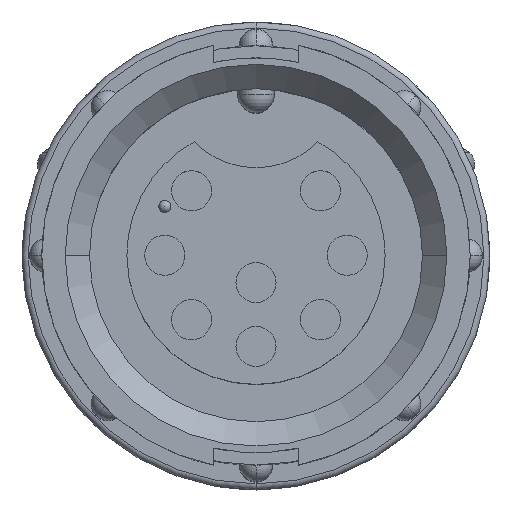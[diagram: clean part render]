
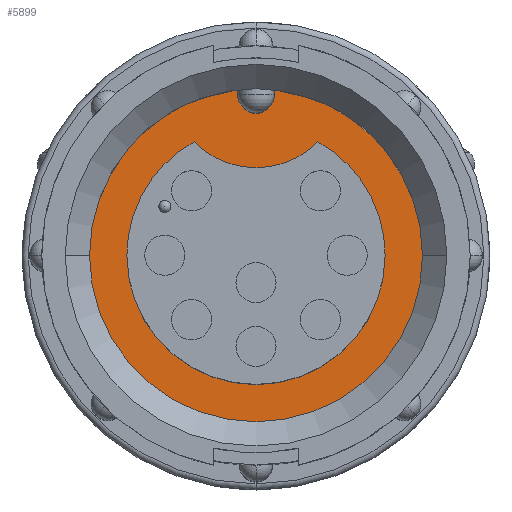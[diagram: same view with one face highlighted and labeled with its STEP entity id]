
A CAD part, top view. The second image highlights one B-rep face of the part: STEP entity #5899.
In plain terms, the highlighted planar face has unit normal (0, 0, 1).
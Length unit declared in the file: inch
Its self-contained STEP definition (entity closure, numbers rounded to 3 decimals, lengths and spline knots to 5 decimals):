
#11 = VERTEX_POINT ( 'NONE', #5552 ) ;
#22 = PLANE ( 'NONE',  #5840 ) ;
#56 = EDGE_CURVE ( 'NONE', #5490, #9523, #10419, .T. ) ;
#128 = DIRECTION ( 'NONE',  ( 0., 1., 0. ) ) ;
#326 = EDGE_LOOP ( 'NONE', ( #1985, #5238, #10780, #947, #2202, #2559 ) ) ;
#522 = CIRCLE ( 'NONE', #8345, 0.03 ) ;
#947 = ORIENTED_EDGE ( 'NONE', *, *, #6371, .T. ) ;
#983 = CARTESIAN_POINT ( 'NONE',  ( 0., 0., -0.303 ) ) ;
#1013 = DIRECTION ( 'NONE',  ( 1., 0., 0. ) ) ;
#1099 = FACE_BOUND ( 'NONE', #9814, .T. ) ;
#1312 = CARTESIAN_POINT ( 'NONE',  ( 0., 0.287, -0.303 ) ) ;
#1457 = VERTEX_POINT ( 'NONE', #6959 ) ;
#1495 = AXIS2_PLACEMENT_3D ( 'NONE', #11227, #5337, #12203 ) ;
#1641 = EDGE_CURVE ( 'NONE', #6451, #5490, #10071, .T. ) ;
#1808 = AXIS2_PLACEMENT_3D ( 'NONE', #8074, #2250, #9073 ) ;
#1862 = DIRECTION ( 'NONE',  ( 0., 0., 1. ) ) ;
#1933 = EDGE_CURVE ( 'NONE', #5420, #11, #2732, .T. ) ;
#1960 = DIRECTION ( 'NONE',  ( 0., 0., 1. ) ) ;
#1970 = CARTESIAN_POINT ( 'NONE',  ( 0.2125, 0., -0.303 ) ) ;
#1985 = ORIENTED_EDGE ( 'NONE', *, *, #8149, .T. ) ;
#2202 = ORIENTED_EDGE ( 'NONE', *, *, #9573, .T. ) ;
#2250 = DIRECTION ( 'NONE',  ( 0., 0., 1. ) ) ;
#2280 = DIRECTION ( 'NONE',  ( 1., 0., 0. ) ) ;
#2355 = ORIENTED_EDGE ( 'NONE', *, *, #56, .F. ) ;
#2415 = CARTESIAN_POINT ( 'NONE',  ( -0.03, 0.27235, -0.303 ) ) ;
#2494 = ORIENTED_EDGE ( 'NONE', *, *, #6669, .F. ) ;
#2504 = CARTESIAN_POINT ( 'NONE',  ( 0., 0.264, -0.303 ) ) ;
#2559 = ORIENTED_EDGE ( 'NONE', *, *, #5991, .T. ) ;
#2582 = VERTEX_POINT ( 'NONE', #4150 ) ;
#2732 = CIRCLE ( 'NONE', #5790, 0.274 ) ;
#2905 = CARTESIAN_POINT ( 'NONE',  ( 0., 0., -0.303 ) ) ;
#3018 = CIRCLE ( 'NONE', #6263, 0.274 ) ;
#3452 = DIRECTION ( 'NONE',  ( 1., 0., 0. ) ) ;
#3672 = CARTESIAN_POINT ( 'NONE',  ( 0.03, 0.27235, -0.303 ) ) ;
#3685 = FACE_OUTER_BOUND ( 'NONE', #326, .T. ) ;
#3801 = AXIS2_PLACEMENT_3D ( 'NONE', #1312, #8112, #2280 ) ;
#3883 = DIRECTION ( 'NONE',  ( 1., 0., 0. ) ) ;
#4137 = AXIS2_PLACEMENT_3D ( 'NONE', #11786, #1862, #10024 ) ;
#4150 = CARTESIAN_POINT ( 'NONE',  ( -0.03, 0.264, -0.303 ) ) ;
#4381 = ORIENTED_EDGE ( 'NONE', *, *, #1641, .F. ) ;
#4785 = CARTESIAN_POINT ( 'NONE',  ( -0.2125, 0., -0.303 ) ) ;
#4852 = DIRECTION ( 'NONE',  ( 0., 0., 1. ) ) ;
#5210 = VECTOR ( 'NONE', #10522, 39.37008 ) ;
#5238 = ORIENTED_EDGE ( 'NONE', *, *, #1933, .T. ) ;
#5337 = DIRECTION ( 'NONE',  ( 0., 0., 1. ) ) ;
#5420 = VERTEX_POINT ( 'NONE', #6690 ) ;
#5490 = VERTEX_POINT ( 'NONE', #1970 ) ;
#5552 = CARTESIAN_POINT ( 'NONE',  ( 0.274, 0., -0.303 ) ) ;
#5668 = VECTOR ( 'NONE', #128, 39.37008 ) ;
#5790 = AXIS2_PLACEMENT_3D ( 'NONE', #10730, #4852, #11716 ) ;
#5840 = AXIS2_PLACEMENT_3D ( 'NONE', #983, #6830, #1013 ) ;
#5899 = ADVANCED_FACE ( 'NONE', ( #3685, #1099 ), #22, .T. ) ;
#5948 = CIRCLE ( 'NONE', #3801, 0.143 ) ;
#5991 = EDGE_CURVE ( 'NONE', #2582, #7895, #10581, .T. ) ;
#6263 = AXIS2_PLACEMENT_3D ( 'NONE', #2905, #9748, #3883 ) ;
#6371 = EDGE_CURVE ( 'NONE', #1457, #7583, #10418, .T. ) ;
#6451 = VERTEX_POINT ( 'NONE', #4785 ) ;
#6625 = AXIS2_PLACEMENT_3D ( 'NONE', #7792, #1960, #8777 ) ;
#6669 = EDGE_CURVE ( 'NONE', #9523, #9878, #5948, .T. ) ;
#6690 = CARTESIAN_POINT ( 'NONE',  ( -0.274, 0., -0.303 ) ) ;
#6830 = DIRECTION ( 'NONE',  ( 0., 0., 1. ) ) ;
#6902 = CIRCLE ( 'NONE', #1808, 0.2125 ) ;
#6959 = CARTESIAN_POINT ( 'NONE',  ( 0.03, 0.27235, -0.303 ) ) ;
#6964 = CARTESIAN_POINT ( 'NONE',  ( -0.03, 0.264, -0.303 ) ) ;
#7055 = CIRCLE ( 'NONE', #6625, 0.274 ) ;
#7583 = VERTEX_POINT ( 'NONE', #9633 ) ;
#7792 = CARTESIAN_POINT ( 'NONE',  ( 0., 0., -0.303 ) ) ;
#7895 = VERTEX_POINT ( 'NONE', #2415 ) ;
#8074 = CARTESIAN_POINT ( 'NONE',  ( 0., 0., -0.303 ) ) ;
#8112 = DIRECTION ( 'NONE',  ( 0., 0., -1. ) ) ;
#8149 = EDGE_CURVE ( 'NONE', #7895, #5420, #3018, .T. ) ;
#8345 = AXIS2_PLACEMENT_3D ( 'NONE', #2504, #9324, #3452 ) ;
#8777 = DIRECTION ( 'NONE',  ( 1., 0., 0. ) ) ;
#9073 = DIRECTION ( 'NONE',  ( 1., 0., 0. ) ) ;
#9246 = CARTESIAN_POINT ( 'NONE',  ( 0.10177, 0.18654, -0.303 ) ) ;
#9324 = DIRECTION ( 'NONE',  ( 0., 0., -1. ) ) ;
#9402 = EDGE_CURVE ( 'NONE', #9878, #6451, #6902, .T. ) ;
#9514 = CARTESIAN_POINT ( 'NONE',  ( -0.10177, 0.18654, -0.303 ) ) ;
#9523 = VERTEX_POINT ( 'NONE', #9246 ) ;
#9573 = EDGE_CURVE ( 'NONE', #7583, #2582, #522, .T. ) ;
#9633 = CARTESIAN_POINT ( 'NONE',  ( 0.03, 0.264, -0.303 ) ) ;
#9748 = DIRECTION ( 'NONE',  ( 0., 0., 1. ) ) ;
#9814 = EDGE_LOOP ( 'NONE', ( #2494, #2355, #4381, #11555 ) ) ;
#9878 = VERTEX_POINT ( 'NONE', #9514 ) ;
#10024 = DIRECTION ( 'NONE',  ( 1., 0., 0. ) ) ;
#10071 = CIRCLE ( 'NONE', #1495, 0.2125 ) ;
#10418 = LINE ( 'NONE', #3672, #5210 ) ;
#10419 = CIRCLE ( 'NONE', #4137, 0.2125 ) ;
#10522 = DIRECTION ( 'NONE',  ( 0., -1., 0. ) ) ;
#10581 = LINE ( 'NONE', #6964, #5668 ) ;
#10730 = CARTESIAN_POINT ( 'NONE',  ( 0., 0., -0.303 ) ) ;
#10780 = ORIENTED_EDGE ( 'NONE', *, *, #11607, .T. ) ;
#11227 = CARTESIAN_POINT ( 'NONE',  ( 0., 0., -0.303 ) ) ;
#11555 = ORIENTED_EDGE ( 'NONE', *, *, #9402, .F. ) ;
#11607 = EDGE_CURVE ( 'NONE', #11, #1457, #7055, .T. ) ;
#11716 = DIRECTION ( 'NONE',  ( 1., 0., 0. ) ) ;
#11786 = CARTESIAN_POINT ( 'NONE',  ( 0., 0., -0.303 ) ) ;
#12203 = DIRECTION ( 'NONE',  ( 1., 0., 0. ) ) ;
